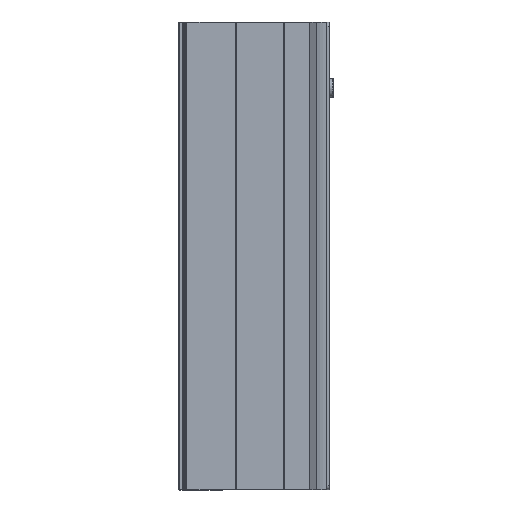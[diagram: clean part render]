
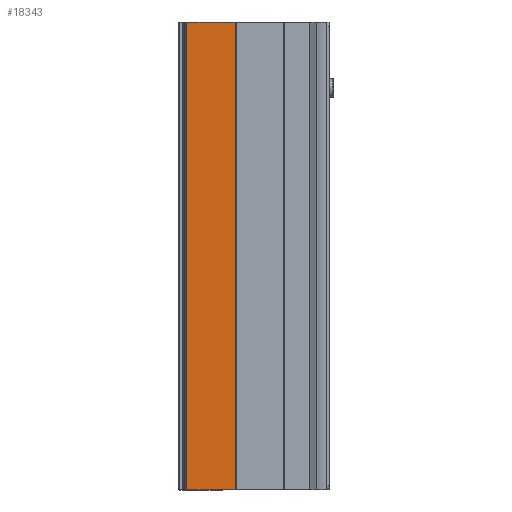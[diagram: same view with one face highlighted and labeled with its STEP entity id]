
A CAD part, front view. The second image highlights one B-rep face of the part: STEP entity #18343.
In plain terms, the highlighted planar face has unit normal (0, -1, 0).
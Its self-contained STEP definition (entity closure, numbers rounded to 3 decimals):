
#2951=ORIENTED_EDGE('',*,*,#7093,.T.);
#2952=ORIENTED_EDGE('',*,*,#7190,.F.);
#2953=ORIENTED_EDGE('',*,*,#7014,.F.);
#2954=ORIENTED_EDGE('',*,*,#7189,.T.);
#7014=EDGE_CURVE('',#9161,#9162,#10966,.T.);
#7093=EDGE_CURVE('',#9240,#9239,#10996,.T.);
#7189=EDGE_CURVE('',#9161,#9240,#11046,.T.);
#7190=EDGE_CURVE('',#9162,#9239,#11047,.T.);
#9161=VERTEX_POINT('',#29718);
#9162=VERTEX_POINT('',#29720);
#9239=VERTEX_POINT('',#29876);
#9240=VERTEX_POINT('',#29878);
#10966=LINE('',#29719,#11603);
#10996=LINE('',#29877,#11633);
#11046=LINE('',#30207,#11683);
#11047=LINE('',#30209,#11684);
#11603=VECTOR('',#23234,1000.);
#11633=VECTOR('',#23364,1000.);
#11683=VECTOR('',#23526,1000.);
#11684=VECTOR('',#23529,1000.);
#12265=EDGE_LOOP('',(#2951,#2952,#2953,#2954));
#15076=FACE_BOUND('',#12265,.T.);
#17815=PLANE('',#20263);
#18343=ADVANCED_FACE('',(#15076),#17815,.F.);
#20263=AXIS2_PLACEMENT_3D('',#30208,#23527,#23528);
#23234=DIRECTION('',(1.,0.,0.));
#23364=DIRECTION('',(1.,0.,0.));
#23526=DIRECTION('',(0.,0.,-1.));
#23527=DIRECTION('',(0.,1.,0.));
#23528=DIRECTION('',(0.,0.,1.));
#23529=DIRECTION('',(0.,0.,-1.));
#29718=CARTESIAN_POINT('',(69.,-23.,352.));
#29719=CARTESIAN_POINT('',(69.,-23.,352.));
#29720=CARTESIAN_POINT('',(105.5,-23.,352.));
#29876=CARTESIAN_POINT('',(105.5,-23.,0.));
#29877=CARTESIAN_POINT('',(69.,-23.,0.));
#29878=CARTESIAN_POINT('',(69.,-23.,0.));
#30207=CARTESIAN_POINT('',(69.,-23.,352.));
#30208=CARTESIAN_POINT('',(69.,-23.,352.));
#30209=CARTESIAN_POINT('',(105.5,-23.,352.));
